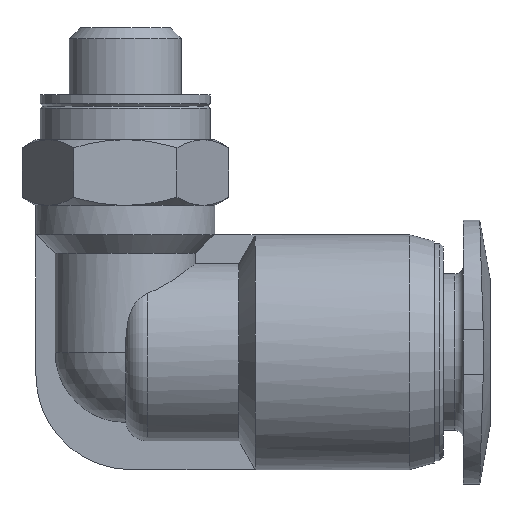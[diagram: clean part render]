
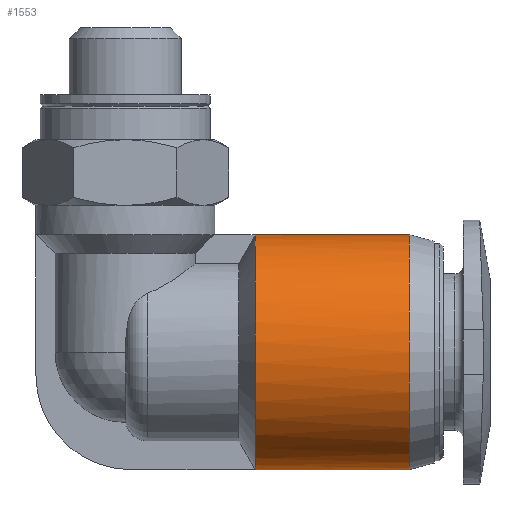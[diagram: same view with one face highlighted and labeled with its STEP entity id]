
A CAD part, front view. The second image highlights one B-rep face of the part: STEP entity #1553.
In plain terms, the highlighted cylindrical face has radius 5.25 mm (diameter 10.5 mm), a full revolution.
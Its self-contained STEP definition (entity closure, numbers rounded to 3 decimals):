
#140=CYLINDRICAL_SURFACE('',#1662,5.25);
#170=CIRCLE('',#1643,5.25);
#181=CIRCLE('',#1661,5.25);
#182=CIRCLE('',#1663,5.25);
#183=CIRCLE('',#1664,5.25);
#184=CIRCLE('',#1665,5.25);
#185=CIRCLE('',#1666,5.25);
#186=CIRCLE('',#1667,5.25);
#298=ORIENTED_EDGE('',*,*,#579,.F.);
#299=ORIENTED_EDGE('',*,*,#580,.T.);
#300=ORIENTED_EDGE('',*,*,#577,.T.);
#301=ORIENTED_EDGE('',*,*,#581,.T.);
#302=ORIENTED_EDGE('',*,*,#582,.T.);
#303=ORIENTED_EDGE('',*,*,#553,.T.);
#304=ORIENTED_EDGE('',*,*,#583,.T.);
#553=EDGE_CURVE('',#685,#684,#170,.T.);
#577=EDGE_CURVE('',#704,#703,#181,.T.);
#579=EDGE_CURVE('',#705,#705,#182,.T.);
#580=EDGE_CURVE('',#706,#704,#183,.T.);
#581=EDGE_CURVE('',#703,#707,#184,.T.);
#582=EDGE_CURVE('',#707,#685,#185,.T.);
#583=EDGE_CURVE('',#684,#706,#186,.T.);
#684=VERTEX_POINT('',#2249);
#685=VERTEX_POINT('',#2251);
#703=VERTEX_POINT('',#2324);
#704=VERTEX_POINT('',#2326);
#705=VERTEX_POINT('',#2333);
#706=VERTEX_POINT('',#2335);
#707=VERTEX_POINT('',#2337);
#813=EDGE_LOOP('',(#298));
#814=EDGE_LOOP('',(#299,#300,#301,#302,#303,#304));
#912=FACE_BOUND('',#813,.T.);
#913=FACE_BOUND('',#814,.T.);
#1553=ADVANCED_FACE('',(#912,#913),#140,.T.);
#1643=AXIS2_PLACEMENT_3D('',#2250,#1818,#1819);
#1661=AXIS2_PLACEMENT_3D('',#2325,#1860,#1861);
#1662=AXIS2_PLACEMENT_3D('',#2331,#1862,#1863);
#1663=AXIS2_PLACEMENT_3D('',#2332,#1864,#1865);
#1664=AXIS2_PLACEMENT_3D('',#2334,#1866,#1867);
#1665=AXIS2_PLACEMENT_3D('',#2336,#1868,#1869);
#1666=AXIS2_PLACEMENT_3D('',#2338,#1870,#1871);
#1667=AXIS2_PLACEMENT_3D('',#2339,#1872,#1873);
#1818=DIRECTION('',(1.,0.,0.));
#1819=DIRECTION('',(0.,0.,-1.));
#1860=DIRECTION('',(1.,0.,0.));
#1861=DIRECTION('',(0.,0.,-1.));
#1862=DIRECTION('',(1.,0.,0.));
#1863=DIRECTION('',(0.,0.,-1.));
#1864=DIRECTION('',(1.,0.,0.));
#1865=DIRECTION('',(0.,0.,-1.));
#1866=DIRECTION('',(1.,0.,0.));
#1867=DIRECTION('',(0.,0.,-1.));
#1868=DIRECTION('',(1.,0.,0.));
#1869=DIRECTION('',(0.,0.,-1.));
#1870=DIRECTION('',(1.,0.,0.));
#1871=DIRECTION('',(0.,0.,-1.));
#1872=DIRECTION('',(1.,0.,0.));
#1873=DIRECTION('',(0.,0.,-1.));
#2249=CARTESIAN_POINT('',(5.8,-0.5,-5.226));
#2250=CARTESIAN_POINT('',(5.8,0.,0.));
#2251=CARTESIAN_POINT('',(5.8,-0.5,5.226));
#2324=CARTESIAN_POINT('',(5.8,0.5,5.226));
#2325=CARTESIAN_POINT('',(5.8,0.,0.));
#2326=CARTESIAN_POINT('',(5.8,0.5,-5.226));
#2331=CARTESIAN_POINT('',(16.3,0.,0.));
#2332=CARTESIAN_POINT('',(12.7,0.,0.));
#2333=CARTESIAN_POINT('',(12.7,0.,-5.25));
#2334=CARTESIAN_POINT('',(5.8,0.,0.));
#2335=CARTESIAN_POINT('',(5.8,0.,-5.25));
#2336=CARTESIAN_POINT('',(5.8,0.,0.));
#2337=CARTESIAN_POINT('',(5.8,0.,5.25));
#2338=CARTESIAN_POINT('',(5.8,0.,0.));
#2339=CARTESIAN_POINT('',(5.8,0.,0.));
